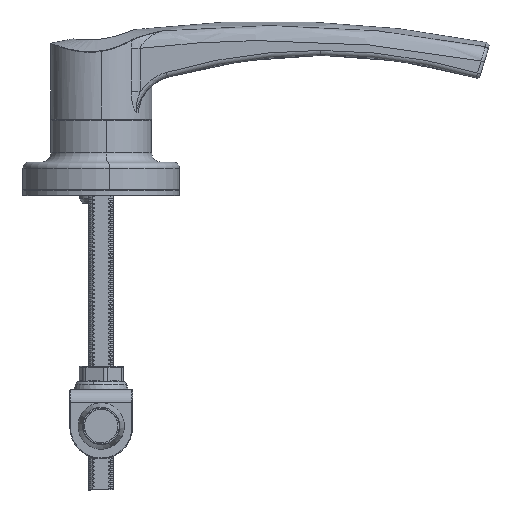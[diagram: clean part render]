
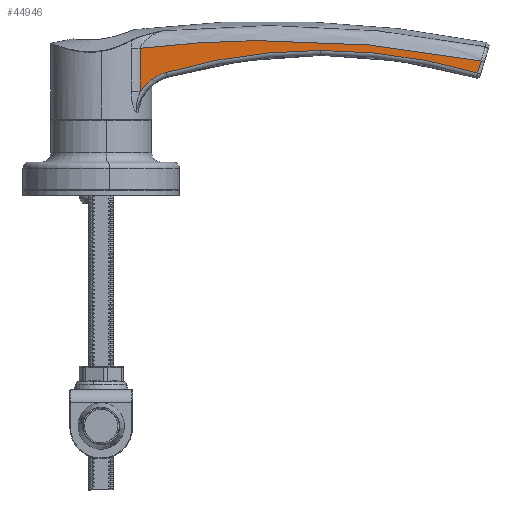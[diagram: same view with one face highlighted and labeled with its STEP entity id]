
A CAD part, left-side view. The second image highlights one B-rep face of the part: STEP entity #44946.
In plain terms, the highlighted face is planar.
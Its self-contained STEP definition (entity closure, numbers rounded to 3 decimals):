
#2677 = CARTESIAN_POINT ( 'NONE',  ( 12., 70., 22.107 ) ) ;
#7499 = CARTESIAN_POINT ( 'NONE',  ( 12., 17.536, 13.742 ) ) ;
#7504 = CARTESIAN_POINT ( 'NONE',  ( 12., 16.801, 13.291 ) ) ;
#7507 = CARTESIAN_POINT ( 'NONE',  ( 12., 19.063, 14.526 ) ) ;
#7596 = CARTESIAN_POINT ( 'NONE',  ( 12., 17.911, 13.951 ) ) ;
#7599 = CARTESIAN_POINT ( 'NONE',  ( 12., 19.863, 14.843 ) ) ;
#7613 = CARTESIAN_POINT ( 'NONE',  ( 12., 20.7, 15.087 ) ) ;
#7936 = DIRECTION ( 'NONE',  ( 0., 0., -1. ) ) ;
#7937 = VECTOR ( 'NONE', #7936, 1000. ) ;
#7939 = CARTESIAN_POINT ( 'NONE',  ( 12., 12.498, 5.661 ) ) ;
#7940 = LINE ( 'NONE', #7939, #7937 ) ;
#8031 = CARTESIAN_POINT ( 'NONE',  ( 12., 121.138, 18.699 ) ) ;
#8048 = CARTESIAN_POINT ( 'NONE',  ( 12., 12.498, 22.792 ) ) ;
#8108 = CARTESIAN_POINT ( 'NONE',  ( 12., 12.498, 22.792 ) ) ;
#8111 = CARTESIAN_POINT ( 'NONE',  ( 12., 21.541, 23.878 ) ) ;
#8114 = CARTESIAN_POINT ( 'NONE',  ( 12., 30.6, 24.605 ) ) ;
#8116 = CARTESIAN_POINT ( 'NONE',  ( 12., 48.748, 25.349 ) ) ;
#8118 = CARTESIAN_POINT ( 'NONE',  ( 12., 57.838, 25.365 ) ) ;
#8120 = CARTESIAN_POINT ( 'NONE',  ( 12., 76.048, 24.681 ) ) ;
#8121 = CARTESIAN_POINT ( 'NONE',  ( 12., 85.119, 23.982 ) ) ;
#8123 = CARTESIAN_POINT ( 'NONE',  ( 12., 103.19, 21.874 ) ) ;
#8125 = CARTESIAN_POINT ( 'NONE',  ( 12., 112.199, 20.462 ) ) ;
#8127 = CARTESIAN_POINT ( 'NONE',  ( 12., 121.138, 18.699 ) ) ;
#8134 = B_SPLINE_CURVE_WITH_KNOTS ( 'NONE', 3,
 ( #8127, #8125, #8123, #8121, #8120, #8118, #8116, #8114, #8111, #8108 ),
 .UNSPECIFIED., .F., .F.,
 ( 4, 2, 2, 2, 4 ),
 ( 0.001, 0.028, 0.056, 0.083, 0.11 ),
 .UNSPECIFIED. ) ;
#8151 = CARTESIAN_POINT ( 'NONE',  ( 12., 16.44, 13.048 ) ) ;
#8153 = CARTESIAN_POINT ( 'NONE',  ( 12., 15.391, 12.275 ) ) ;
#8154 = CARTESIAN_POINT ( 'NONE',  ( 12., 14.743, 11.708 ) ) ;
#8157 = CARTESIAN_POINT ( 'NONE',  ( 12., 13.845, 10.782 ) ) ;
#8159 = CARTESIAN_POINT ( 'NONE',  ( 12., 13.558, 10.462 ) ) ;
#8161 = CARTESIAN_POINT ( 'NONE',  ( 12., 13.009, 9.795 ) ) ;
#8225 = CARTESIAN_POINT ( 'NONE',  ( 12., 12.745, 9.447 ) ) ;
#8227 = CARTESIAN_POINT ( 'NONE',  ( 12., 12.498, 9.091 ) ) ;
#8229 = B_SPLINE_CURVE_WITH_KNOTS ( 'NONE', 3,
 ( #8227, #8225, #8161, #8159, #8157, #8154, #8153, #8151, #7504, #7499, #7596, #7507, #7599, #7613 ),
 .UNSPECIFIED., .F., .F.,
 ( 4, 2, 2, 2, 2, 2, 4 ),
 ( 0.004, 0.005, 0.006, 0.009, 0.01, 0.012, 0.014 ),
 .UNSPECIFIED. ) ;
#8433 = CARTESIAN_POINT ( 'NONE',  ( 12., 119.989, 14.885 ) ) ;
#8471 = AXIS2_PLACEMENT_3D ( 'NONE', #8490, #8542, #8527 ) ;
#8490 = CARTESIAN_POINT ( 'NONE',  ( 12., -16.969, 12. ) ) ;
#8521 = CIRCLE ( 'NONE', #8580, 176.6 ) ;
#8527 = DIRECTION ( 'NONE',  ( 0., 0., 1. ) ) ;
#8529 = CARTESIAN_POINT ( 'NONE',  ( 12., 70., -154.493 ) ) ;
#8542 = DIRECTION ( 'NONE',  ( -1., 0., 0. ) ) ;
#8547 = FACE_OUTER_BOUND ( 'NONE', #44813, .T. ) ;
#8551 = PLANE ( 'NONE',  #8471 ) ;
#8577 = DIRECTION ( 'NONE',  ( 0., 0., 1. ) ) ;
#8579 = DIRECTION ( 'NONE',  ( -1., 0., 0. ) ) ;
#8580 = AXIS2_PLACEMENT_3D ( 'NONE', #8529, #8579, #8577 ) ;
#8633 = CARTESIAN_POINT ( 'NONE',  ( 12., 12.498, 9.091 ) ) ;
#9007 = DIRECTION ( 'NONE',  ( 0., 0.288, 0.957 ) ) ;
#9012 = LINE ( 'NONE', #9021, #9020 ) ;
#9020 = VECTOR ( 'NONE', #9007, 1000. ) ;
#9021 = CARTESIAN_POINT ( 'NONE',  ( 12., 107.793, -25.591 ) ) ;
#44139 = VERTEX_POINT ( 'NONE', #68580 ) ;
#44200 = EDGE_CURVE ( 'NONE', #44139, #44227, #68716, .T. ) ;
#44227 = VERTEX_POINT ( 'NONE', #2677 ) ;
#44813 = EDGE_LOOP ( 'NONE', ( #44869, #44956, #44966, #44872, #44972, #45039 ) ) ;
#44869 = ORIENTED_EDGE ( 'NONE', *, *, #44893, .T. ) ;
#44871 = EDGE_CURVE ( 'NONE', #44892, #44986, #7940, .T. ) ;
#44872 = ORIENTED_EDGE ( 'NONE', *, *, #44200, .T. ) ;
#44890 = VERTEX_POINT ( 'NONE', #8031 ) ;
#44892 = VERTEX_POINT ( 'NONE', #8048 ) ;
#44893 = EDGE_CURVE ( 'NONE', #44890, #44892, #8134, .T. ) ;
#44899 = EDGE_CURVE ( 'NONE', #44986, #44139, #8229, .T. ) ;
#44946 = ADVANCED_FACE ( 'NONE', ( #8547 ), #8551, .F. ) ;
#44948 = VERTEX_POINT ( 'NONE', #8433 ) ;
#44956 = ORIENTED_EDGE ( 'NONE', *, *, #44871, .T. ) ;
#44958 = EDGE_CURVE ( 'NONE', #44227, #44948, #8521, .T. ) ;
#44966 = ORIENTED_EDGE ( 'NONE', *, *, #44899, .T. ) ;
#44972 = ORIENTED_EDGE ( 'NONE', *, *, #44958, .T. ) ;
#44986 = VERTEX_POINT ( 'NONE', #8633 ) ;
#45034 = EDGE_CURVE ( 'NONE', #44948, #44890, #9012, .T. ) ;
#45039 = ORIENTED_EDGE ( 'NONE', *, *, #45034, .T. ) ;
#68580 = CARTESIAN_POINT ( 'NONE',  ( 12., 20.7, 15.087 ) ) ;
#68701 = DIRECTION ( 'NONE',  ( -1., 0., 0. ) ) ;
#68703 = CARTESIAN_POINT ( 'NONE',  ( 12., 70., -154.493 ) ) ;
#68710 = AXIS2_PLACEMENT_3D ( 'NONE', #68703, #68701, #68754 ) ;
#68716 = CIRCLE ( 'NONE', #68710, 176.6 ) ;
#68754 = DIRECTION ( 'NONE',  ( 0., 0., 1. ) ) ;
